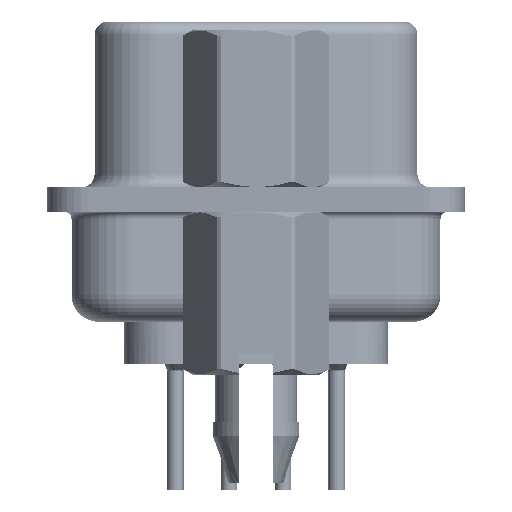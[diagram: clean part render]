
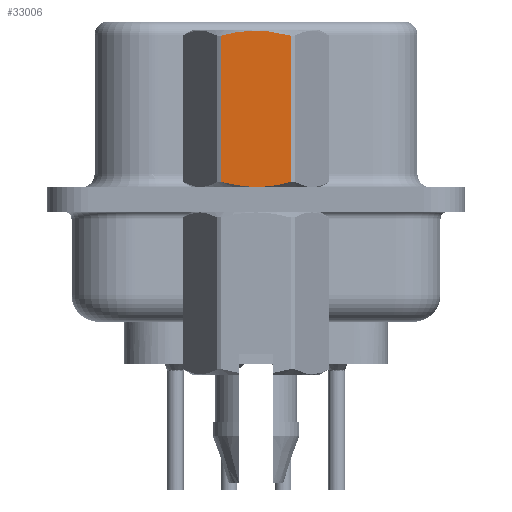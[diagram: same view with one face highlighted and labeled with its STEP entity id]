
A CAD part, left-side view. The second image highlights one B-rep face of the part: STEP entity #33006.
In plain terms, the highlighted planar face has unit normal (-1, 0, 0).
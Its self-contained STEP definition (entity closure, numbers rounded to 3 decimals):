
#72 = EDGE_CURVE ( 'NONE', #45031, #43988, #29820, .T. ) ;
#1184 = EDGE_CURVE ( 'NONE', #43988, #32590, #27707, .T. ) ;
#2461 = VERTEX_POINT ( 'NONE', #48230 ) ;
#3287 = CARTESIAN_POINT ( 'NONE',  ( -2.381, 0.215, 0.468 ) ) ;
#7346 = CARTESIAN_POINT ( 'NONE',  ( -2.381, -0.432, 0.485 ) ) ;
#8827 = DIRECTION ( 'NONE',  ( 0., 0., 1. ) ) ;
#8836 = B_SPLINE_CURVE_WITH_KNOTS ( 'NONE', 3,
 ( #27493, #39690, #51909, #27671, #3287, #31730, #7346, #35822, #11423, #39865 ),
 .UNSPECIFIED., .F., .F.,
 ( 4, 2, 2, 2, 4 ),
 ( 0.003, 0.003, 0.004, 0.004, 0.005 ),
 .UNSPECIFIED. ) ;
#10979 = ORIENTED_EDGE ( 'NONE', *, *, #1184, .T. ) ;
#11423 = CARTESIAN_POINT ( 'NONE',  ( -2.381, -1.066, 0.596 ) ) ;
#13013 = CARTESIAN_POINT ( 'NONE',  ( -2.381, 1.065, 6.104 ) ) ;
#13183 = CARTESIAN_POINT ( 'NONE',  ( -2.381, 0.853, 6.151 ) ) ;
#13378 = CARTESIAN_POINT ( 'NONE',  ( -2.381, 0.428, 6.215 ) ) ;
#13545 = CARTESIAN_POINT ( 'NONE',  ( -2.381, 0.215, 6.232 ) ) ;
#13719 = CARTESIAN_POINT ( 'NONE',  ( -2.381, -0.215, 6.232 ) ) ;
#14363 = EDGE_LOOP ( 'NONE', ( #32293, #21246, #10979, #48573 ) ) ;
#14786 = CARTESIAN_POINT ( 'NONE',  ( -2.381, -0.432, 6.215 ) ) ;
#17228 = EDGE_CURVE ( 'NONE', #2461, #45031, #8836, .T. ) ;
#17725 = PLANE ( 'NONE',  #38938 ) ;
#19218 = CARTESIAN_POINT ( 'NONE',  ( -2.381, 1.273, 6.048 ) ) ;
#21246 = ORIENTED_EDGE ( 'NONE', *, *, #72, .T. ) ;
#24344 = CARTESIAN_POINT ( 'NONE',  ( -2.381, -1.273, 0.652 ) ) ;
#25949 = DIRECTION ( 'NONE',  ( 0., -1., 0. ) ) ;
#27493 = CARTESIAN_POINT ( 'NONE',  ( -2.381, 1.273, 0.652 ) ) ;
#27671 = CARTESIAN_POINT ( 'NONE',  ( -2.381, 0.428, 0.485 ) ) ;
#27707 = B_SPLINE_CURVE_WITH_KNOTS ( 'NONE', 3,
 ( #34385, #34205, #31761, #14786, #13719, #13545, #13378, #13183, #13013, #32004 ),
 .UNSPECIFIED., .F., .F.,
 ( 4, 2, 2, 2, 4 ),
 ( 0.001, 0.002, 0.002, 0.003, 0.004 ),
 .UNSPECIFIED. ) ;
#27724 = DIRECTION ( 'NONE',  ( 0., 0., -1. ) ) ;
#29820 = LINE ( 'NONE', #31258, #40581 ) ;
#30521 = LINE ( 'NONE', #35685, #50790 ) ;
#31258 = CARTESIAN_POINT ( 'NONE',  ( -2.381, -1.273, 3.792 ) ) ;
#31730 = CARTESIAN_POINT ( 'NONE',  ( -2.381, -0.215, 0.468 ) ) ;
#31761 = CARTESIAN_POINT ( 'NONE',  ( -2.381, -0.858, 6.15 ) ) ;
#32004 = CARTESIAN_POINT ( 'NONE',  ( -2.381, 1.273, 6.048 ) ) ;
#32293 = ORIENTED_EDGE ( 'NONE', *, *, #17228, .T. ) ;
#32590 = VERTEX_POINT ( 'NONE', #19218 ) ;
#33006 = ADVANCED_FACE ( 'NONE', ( #48718 ), #17725, .T. ) ;
#34205 = CARTESIAN_POINT ( 'NONE',  ( -2.381, -1.066, 6.104 ) ) ;
#34385 = CARTESIAN_POINT ( 'NONE',  ( -2.381, -1.273, 6.048 ) ) ;
#35685 = CARTESIAN_POINT ( 'NONE',  ( -2.381, 1.273, 3.792 ) ) ;
#35822 = CARTESIAN_POINT ( 'NONE',  ( -2.381, -0.858, 0.55 ) ) ;
#38938 = AXIS2_PLACEMENT_3D ( 'NONE', #46152, #50207, #25949 ) ;
#39690 = CARTESIAN_POINT ( 'NONE',  ( -2.381, 1.065, 0.596 ) ) ;
#39865 = CARTESIAN_POINT ( 'NONE',  ( -2.381, -1.273, 0.652 ) ) ;
#40581 = VECTOR ( 'NONE', #8827, 1000. ) ;
#43988 = VERTEX_POINT ( 'NONE', #48704 ) ;
#45031 = VERTEX_POINT ( 'NONE', #24344 ) ;
#46152 = CARTESIAN_POINT ( 'NONE',  ( -2.381, 1.375, -3.75 ) ) ;
#48157 = EDGE_CURVE ( 'NONE', #32590, #2461, #30521, .T. ) ;
#48230 = CARTESIAN_POINT ( 'NONE',  ( -2.381, 1.273, 0.652 ) ) ;
#48573 = ORIENTED_EDGE ( 'NONE', *, *, #48157, .T. ) ;
#48704 = CARTESIAN_POINT ( 'NONE',  ( -2.381, -1.273, 6.048 ) ) ;
#48718 = FACE_OUTER_BOUND ( 'NONE', #14363, .T. ) ;
#50207 = DIRECTION ( 'NONE',  ( -1., 0., 0. ) ) ;
#50790 = VECTOR ( 'NONE', #27724, 1000. ) ;
#51909 = CARTESIAN_POINT ( 'NONE',  ( -2.381, 0.853, 0.549 ) ) ;
